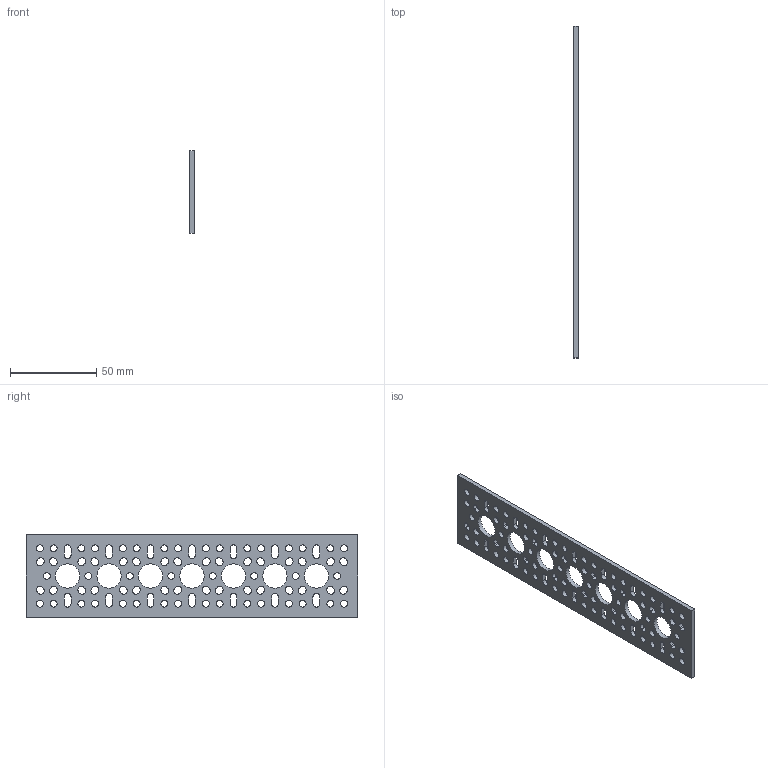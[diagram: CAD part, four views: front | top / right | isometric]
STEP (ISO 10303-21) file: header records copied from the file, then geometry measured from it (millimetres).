
FILE_DESCRIPTION( ( '' ), ' ' );
FILE_NAME( '5a2ac3d97c122e0ef434ac76.step', '2017-12-08T16:54:49', ( '' ), ( '' ), ' ', ' ', ' ' );
FILE_SCHEMA( ( 'AUTOMOTIVE_DESIGN { 1 0 10303 214 1 1 1 1 }' ) );
Length unit declared in the file: metre
Products named in the file (1): 1104-0007-0192
Bounding box: 2.5 x 192 x 48 mm (x, y, z)
Volume: 16864.7 mm3; surface area: 18553 mm2
Topology: 1 solids, 1 shells, 237 faces, 705 edges, 470 vertices
Faces by surface type: cylinder 139, plane 98
Full cylindrical faces by diameter (mm): 4 x40, 14 x7
Entity records: 10106 total; most frequent: DIRECTION 1412, CARTESIAN_POINT 1366, ORIENTED_EDGE 1316, EDGE_CURVE 658, AXIS2_PLACEMENT_3D 516, EDGE_LOOP 470, VERTEX_POINT 470, LINE 380
